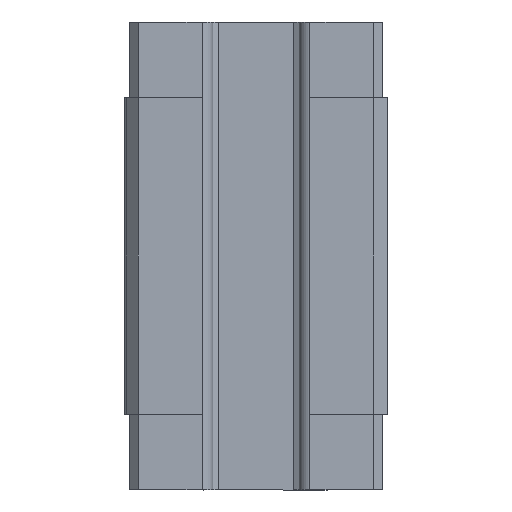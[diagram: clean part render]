
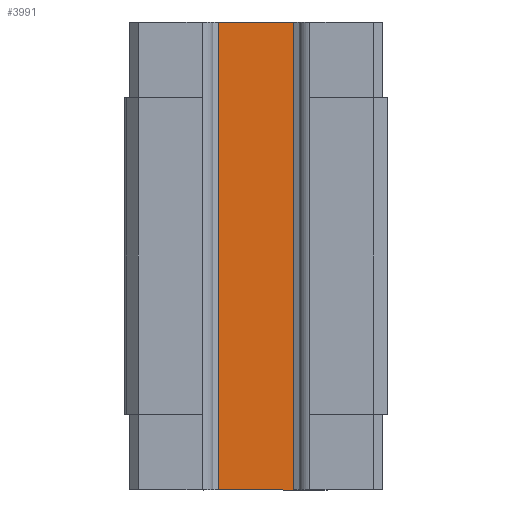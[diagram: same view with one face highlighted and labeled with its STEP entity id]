
A CAD part, front view. The second image highlights one B-rep face of the part: STEP entity #3991.
In plain terms, the highlighted planar face has unit normal (0, -1, 0).
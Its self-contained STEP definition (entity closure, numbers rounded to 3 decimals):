
#12 = FACE_OUTER_BOUND ( 'NONE', #1788, .T. ) ;
#763 = VERTEX_POINT ( 'NONE', #4879 ) ;
#764 = VERTEX_POINT ( 'NONE', #4880 ) ;
#780 = VERTEX_POINT ( 'NONE', #4896 ) ;
#781 = VERTEX_POINT ( 'NONE', #4897 ) ;
#1788 = EDGE_LOOP ( 'NONE', ( #3876, #3877, #3878, #3879 ) ) ;
#3542 = EDGE_CURVE ( 'NONE', #764, #763, #9203, .T. ) ;
#3569 = EDGE_CURVE ( 'NONE', #764, #780, #9249, .T. ) ;
#3576 = EDGE_CURVE ( 'NONE', #763, #781, #9262, .T. ) ;
#3578 = EDGE_CURVE ( 'NONE', #781, #780, #9259, .T. ) ;
#3876 = ORIENTED_EDGE ( 'NONE', *, *, #3542, .F. ) ;
#3877 = ORIENTED_EDGE ( 'NONE', *, *, #3569, .T. ) ;
#3878 = ORIENTED_EDGE ( 'NONE', *, *, #3578, .F. ) ;
#3879 = ORIENTED_EDGE ( 'NONE', *, *, #3576, .F. ) ;
#3991 = ADVANCED_FACE ( 'NONE', ( #12 ), #9637, .F. ) ;
#4879 = CARTESIAN_POINT ( 'NONE',  ( -10.041, -11.45, -42.8 ) ) ;
#4880 = CARTESIAN_POINT ( 'NONE',  ( 10.041, -11.45, -42.8 ) ) ;
#4896 = CARTESIAN_POINT ( 'NONE',  ( 10.041, -11.45, 42.8 ) ) ;
#4897 = CARTESIAN_POINT ( 'NONE',  ( -10.041, -11.45, 42.8 ) ) ;
#9203 = LINE ( 'NONE', #9359, #9205 ) ;
#9205 = VECTOR ( 'NONE', #9363, 1000. ) ;
#9249 = LINE ( 'NONE', #9425, #9250 ) ;
#9250 = VECTOR ( 'NONE', #9426, 1000. ) ;
#9259 = LINE ( 'NONE', #9445, #9260 ) ;
#9260 = VECTOR ( 'NONE', #9446, 1000. ) ;
#9262 = LINE ( 'NONE', #9440, #9263 ) ;
#9263 = VECTOR ( 'NONE', #9441, 1000. ) ;
#9359 = CARTESIAN_POINT ( 'NONE',  ( 10.041, -11.45, -42.8 ) ) ;
#9363 = DIRECTION ( 'NONE',  ( -1., 0., 0. ) ) ;
#9425 = CARTESIAN_POINT ( 'NONE',  ( 10.041, -11.45, 51.36 ) ) ;
#9426 = DIRECTION ( 'NONE',  ( 0., 0., 1. ) ) ;
#9440 = CARTESIAN_POINT ( 'NONE',  ( -10.041, -11.45, 51.36 ) ) ;
#9441 = DIRECTION ( 'NONE',  ( 0., 0., 1. ) ) ;
#9445 = CARTESIAN_POINT ( 'NONE',  ( 0., -11.45, 42.8 ) ) ;
#9446 = DIRECTION ( 'NONE',  ( 1., 0., 0. ) ) ;
#9637 = PLANE ( 'NONE',  #9786 ) ;
#9640 = CARTESIAN_POINT ( 'NONE',  ( 10.041, -11.45, 51.36 ) ) ;
#9649 = DIRECTION ( 'NONE',  ( 0., 1., 0. ) ) ;
#9650 = DIRECTION ( 'NONE',  ( 0., 0., 1. ) ) ;
#9786 = AXIS2_PLACEMENT_3D ( 'NONE', #9640, #9649, #9650 ) ;
